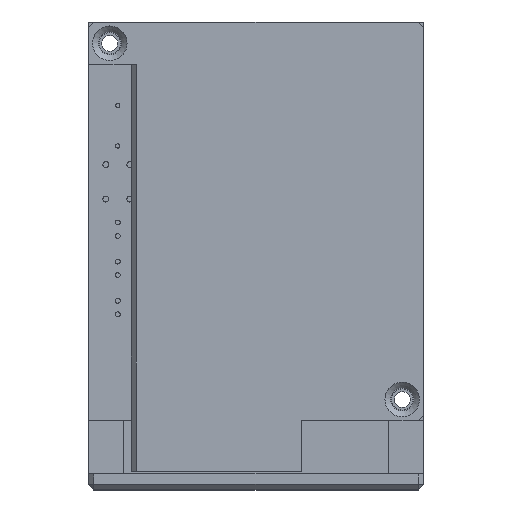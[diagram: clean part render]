
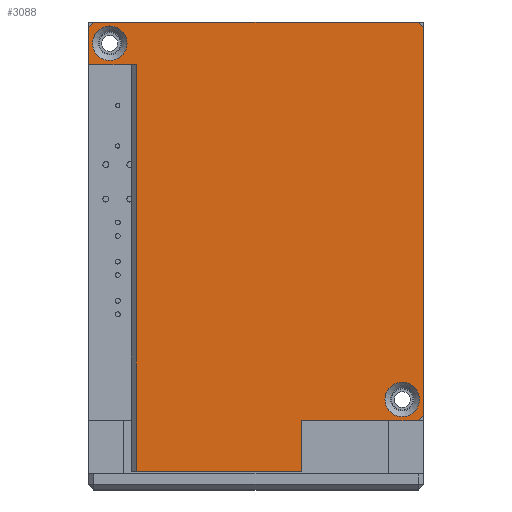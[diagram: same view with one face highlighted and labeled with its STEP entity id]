
A CAD part, top view. The second image highlights one B-rep face of the part: STEP entity #3088.
In plain terms, the highlighted planar face has unit normal (0, 0, 1).
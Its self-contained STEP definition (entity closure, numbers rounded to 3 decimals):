
#234=FACE_BOUND('',#761,.T.);
#235=FACE_BOUND('',#762,.T.);
#385=CIRCLE('',#3387,3.25);
#389=CIRCLE('',#3393,3.25);
#481=FACE_OUTER_BOUND('',#760,.T.);
#760=EDGE_LOOP('',(#2551,#2552,#2553,#2554,#2555,#2556,#2557,#2558,#2559,
#2560,#2561));
#761=EDGE_LOOP('',(#2562));
#762=EDGE_LOOP('',(#2563));
#929=LINE('',#4779,#1201);
#947=LINE('',#4814,#1219);
#949=LINE('',#4819,#1221);
#960=LINE('',#4857,#1232);
#961=LINE('',#4860,#1233);
#962=LINE('',#4861,#1234);
#963=LINE('',#4862,#1235);
#964=LINE('',#4863,#1236);
#965=LINE('',#4865,#1237);
#966=LINE('',#4867,#1238);
#967=LINE('',#4868,#1239);
#1201=VECTOR('',#3963,10.);
#1219=VECTOR('',#3985,10.);
#1221=VECTOR('',#3989,10.);
#1232=VECTOR('',#4026,10.);
#1233=VECTOR('',#4029,10.);
#1234=VECTOR('',#4030,10.);
#1235=VECTOR('',#4031,10.);
#1236=VECTOR('',#4032,10.);
#1237=VECTOR('',#4033,10.);
#1238=VECTOR('',#4034,10.);
#1239=VECTOR('',#4035,10.);
#1532=VERTEX_POINT('',#4775);
#1534=VERTEX_POINT('',#4778);
#1546=VERTEX_POINT('',#4806);
#1549=VERTEX_POINT('',#4812);
#1550=VERTEX_POINT('',#4816);
#1551=VERTEX_POINT('',#4818);
#1557=VERTEX_POINT('',#4834);
#1561=VERTEX_POINT('',#4846);
#1563=VERTEX_POINT('',#4851);
#1565=VERTEX_POINT('',#4855);
#1566=VERTEX_POINT('',#4859);
#1567=VERTEX_POINT('',#4864);
#1568=VERTEX_POINT('',#4866);
#1878=EDGE_CURVE('',#1534,#1532,#929,.T.);
#1896=EDGE_CURVE('',#1549,#1546,#947,.T.);
#1898=EDGE_CURVE('',#1550,#1551,#949,.T.);
#1906=EDGE_CURVE('',#1557,#1557,#385,.F.);
#1912=EDGE_CURVE('',#1561,#1561,#389,.F.);
#1917=EDGE_CURVE('',#1563,#1565,#960,.T.);
#1918=EDGE_CURVE('',#1566,#1532,#961,.T.);
#1919=EDGE_CURVE('',#1566,#1551,#962,.T.);
#1920=EDGE_CURVE('',#1550,#1546,#963,.T.);
#1921=EDGE_CURVE('',#1549,#1563,#964,.T.);
#1922=EDGE_CURVE('',#1567,#1565,#965,.T.);
#1923=EDGE_CURVE('',#1568,#1567,#966,.T.);
#1924=EDGE_CURVE('',#1534,#1568,#967,.T.);
#2551=ORIENTED_EDGE('',*,*,#1918,.F.);
#2552=ORIENTED_EDGE('',*,*,#1919,.T.);
#2553=ORIENTED_EDGE('',*,*,#1898,.F.);
#2554=ORIENTED_EDGE('',*,*,#1920,.T.);
#2555=ORIENTED_EDGE('',*,*,#1896,.F.);
#2556=ORIENTED_EDGE('',*,*,#1921,.T.);
#2557=ORIENTED_EDGE('',*,*,#1917,.T.);
#2558=ORIENTED_EDGE('',*,*,#1922,.F.);
#2559=ORIENTED_EDGE('',*,*,#1923,.F.);
#2560=ORIENTED_EDGE('',*,*,#1924,.F.);
#2561=ORIENTED_EDGE('',*,*,#1878,.T.);
#2562=ORIENTED_EDGE('',*,*,#1912,.T.);
#2563=ORIENTED_EDGE('',*,*,#1906,.T.);
#2944=PLANE('',#3395);
#3088=ADVANCED_FACE('',(#481,#234,#235),#2944,.T.);
#3387=AXIS2_PLACEMENT_3D('',#4835,#4004,#4005);
#3393=AXIS2_PLACEMENT_3D('',#4847,#4018,#4019);
#3395=AXIS2_PLACEMENT_3D('',#4858,#4027,#4028);
#3963=DIRECTION('',(0.,1.,0.));
#3985=DIRECTION('',(1.,0.,0.));
#3989=DIRECTION('',(0.,-1.,0.));
#4004=DIRECTION('center_axis',(0.,0.,
1.));
#4005=DIRECTION('ref_axis',(-1.,0.,0.));
#4018=DIRECTION('center_axis',(0.,0.,
1.));
#4019=DIRECTION('ref_axis',(-1.,0.,0.));
#4026=DIRECTION('',(0.,-1.,0.));
#4027=DIRECTION('center_axis',(0.,0.,
1.));
#4028=DIRECTION('ref_axis',(-1.,0.,0.));
#4029=DIRECTION('',(-1.,0.,0.));
#4030=DIRECTION('',(0.707,0.707,0.));
#4031=DIRECTION('',(-0.707,0.707,0.));
#4032=DIRECTION('',(-0.707,-0.707,0.));
#4033=DIRECTION('',(-1.,0.,0.));
#4034=DIRECTION('',(0.,1.,0.));
#4035=DIRECTION('',(-1.,0.,0.));
#4775=CARTESIAN_POINT('',(81.867,-114.068,13.636));
#4778=CARTESIAN_POINT('',(81.867,-123.568,13.636));
#4779=CARTESIAN_POINT('',(81.867,-95.318,13.636));
#4806=CARTESIAN_POINT('',(103.867,-39.068,13.636));
#4812=CARTESIAN_POINT('',(42.867,-39.068,13.636));
#4814=CARTESIAN_POINT('',(89.117,-39.068,13.636));
#4816=CARTESIAN_POINT('',(104.867,-40.068,13.636));
#4818=CARTESIAN_POINT('',(104.867,-113.068,13.636));
#4819=CARTESIAN_POINT('',(104.867,-95.318,13.636));
#4834=CARTESIAN_POINT('',(104.117,-110.068,13.636));
#4835=CARTESIAN_POINT('Origin',(100.867,-110.068,13.636));
#4846=CARTESIAN_POINT('',(49.117,-43.068,13.636));
#4847=CARTESIAN_POINT('Origin',(45.867,-43.068,13.636));
#4851=CARTESIAN_POINT('',(41.867,-40.068,13.636));
#4855=CARTESIAN_POINT('',(41.867,-47.068,13.636));
#4857=CARTESIAN_POINT('',(41.867,-57.818,13.636));
#4858=CARTESIAN_POINT('Origin',(73.367,-76.568,13.636));
#4859=CARTESIAN_POINT('',(103.867,-114.068,13.636));
#4860=CARTESIAN_POINT('',(81.617,-114.068,13.636));
#4861=CARTESIAN_POINT('',(105.867,-112.068,13.636));
#4862=CARTESIAN_POINT('',(105.867,-41.068,13.636));
#4863=CARTESIAN_POINT('',(40.867,-41.068,13.636));
#4864=CARTESIAN_POINT('',(50.867,-47.068,13.636));
#4865=CARTESIAN_POINT('',(57.617,-47.068,13.636));
#4866=CARTESIAN_POINT('',(50.867,-123.568,13.636));
#4867=CARTESIAN_POINT('',(50.867,-61.818,13.636));
#4868=CARTESIAN_POINT('',(104.867,-123.568,13.636));
